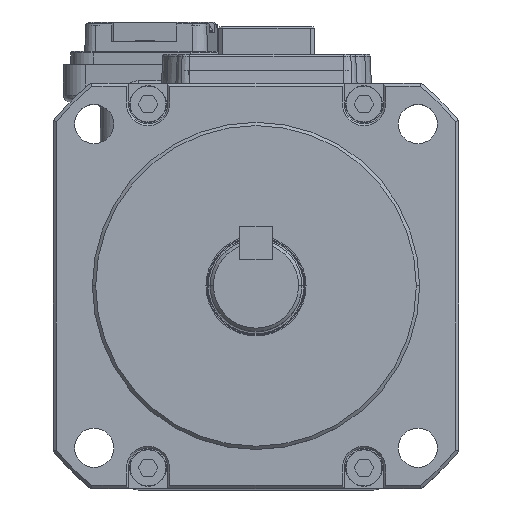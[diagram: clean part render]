
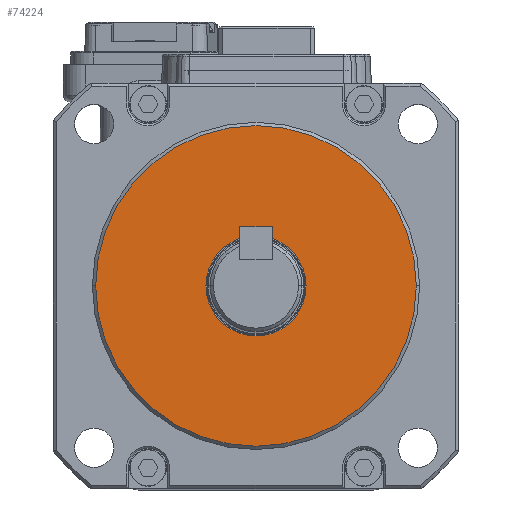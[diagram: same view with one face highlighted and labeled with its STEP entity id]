
A CAD part, top view. The second image highlights one B-rep face of the part: STEP entity #74224.
In plain terms, the highlighted planar face has unit normal (0, 0, 1).
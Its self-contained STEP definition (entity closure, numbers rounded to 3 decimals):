
#19464 = ORIENTED_EDGE ( 'NONE', *, *, #65683, .F. ) ;
#19469 = ORIENTED_EDGE ( 'NONE', *, *, #65577, .T. ) ;
#19471 = ORIENTED_EDGE ( 'NONE', *, *, #65606, .F. ) ;
#19521 = ORIENTED_EDGE ( 'NONE', *, *, #65690, .T. ) ;
#25535 = CARTESIAN_POINT ( 'NONE',  ( 7.65, 0., 45. ) ) ;
#25579 = CARTESIAN_POINT ( 'NONE',  ( -24.5, 0., 45. ) ) ;
#25581 = CARTESIAN_POINT ( 'NONE',  ( 24.5, 0., 45. ) ) ;
#25673 = CARTESIAN_POINT ( 'NONE',  ( -7.65, 0., 45. ) ) ;
#27668 = VERTEX_POINT ( 'NONE', #25535 ) ;
#27831 = VERTEX_POINT ( 'NONE', #25581 ) ;
#27852 = VERTEX_POINT ( 'NONE', #25579 ) ;
#27961 = VERTEX_POINT ( 'NONE', #25673 ) ;
#35410 = AXIS2_PLACEMENT_3D ( 'NONE', #76702, #76715, #76717 ) ;
#56494 = CIRCLE ( 'NONE', #56522, 24.5 ) ;
#56522 = AXIS2_PLACEMENT_3D ( 'NONE', #87296, #87280, #87315 ) ;
#56529 = CIRCLE ( 'NONE', #56606, 7.65 ) ;
#56606 = AXIS2_PLACEMENT_3D ( 'NONE', #87451, #87493, #87453 ) ;
#56639 = CIRCLE ( 'NONE', #56641, 24.5 ) ;
#56641 = AXIS2_PLACEMENT_3D ( 'NONE', #87782, #87745, #87785 ) ;
#56672 = CIRCLE ( 'NONE', #56673, 7.65 ) ;
#56673 = AXIS2_PLACEMENT_3D ( 'NONE', #87713, #87715, #87714 ) ;
#60778 = EDGE_LOOP ( 'NONE', ( #19471, #19464 ) ) ;
#60781 = EDGE_LOOP ( 'NONE', ( #19521, #19469 ) ) ;
#65577 = EDGE_CURVE ( 'NONE', #27831, #27852, #56494, .T. ) ;
#65606 = EDGE_CURVE ( 'NONE', #27961, #27668, #56529, .T. ) ;
#65683 = EDGE_CURVE ( 'NONE', #27668, #27961, #56672, .T. ) ;
#65690 = EDGE_CURVE ( 'NONE', #27852, #27831, #56639, .T. ) ;
#74224 = ADVANCED_FACE ( 'NONE', ( #76672, #76665 ), #76649, .T. ) ;
#76649 = PLANE ( 'NONE',  #35410 ) ;
#76665 = FACE_BOUND ( 'NONE', #60778, .T. ) ;
#76672 = FACE_OUTER_BOUND ( 'NONE', #60781, .T. ) ;
#76702 = CARTESIAN_POINT ( 'NONE',  ( 0., 0., 45. ) ) ;
#76715 = DIRECTION ( 'NONE',  ( 0., 0., 1. ) ) ;
#76717 = DIRECTION ( 'NONE',  ( 1., 0., 0. ) ) ;
#87280 = DIRECTION ( 'NONE',  ( 0., 0., 1. ) ) ;
#87296 = CARTESIAN_POINT ( 'NONE',  ( 0., 0., 45. ) ) ;
#87315 = DIRECTION ( 'NONE',  ( 1., 0., 0. ) ) ;
#87451 = CARTESIAN_POINT ( 'NONE',  ( 0., 0., 45. ) ) ;
#87453 = DIRECTION ( 'NONE',  ( 1., 0., 0. ) ) ;
#87493 = DIRECTION ( 'NONE',  ( 0., 0., 1. ) ) ;
#87713 = CARTESIAN_POINT ( 'NONE',  ( 0., 0., 45. ) ) ;
#87714 = DIRECTION ( 'NONE',  ( 1., 0., 0. ) ) ;
#87715 = DIRECTION ( 'NONE',  ( 0., 0., 1. ) ) ;
#87745 = DIRECTION ( 'NONE',  ( 0., 0., 1. ) ) ;
#87782 = CARTESIAN_POINT ( 'NONE',  ( 0., 0., 45. ) ) ;
#87785 = DIRECTION ( 'NONE',  ( 1., 0., 0. ) ) ;
